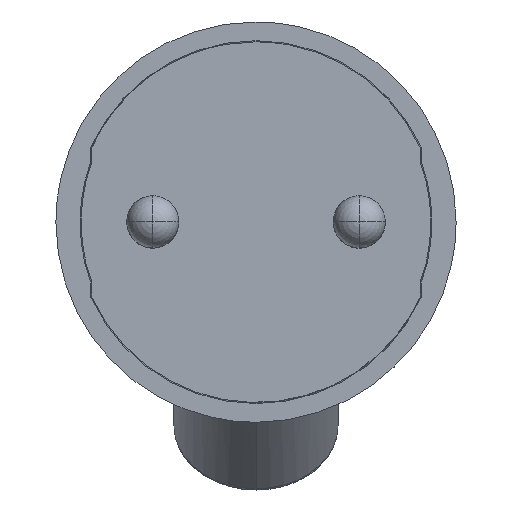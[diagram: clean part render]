
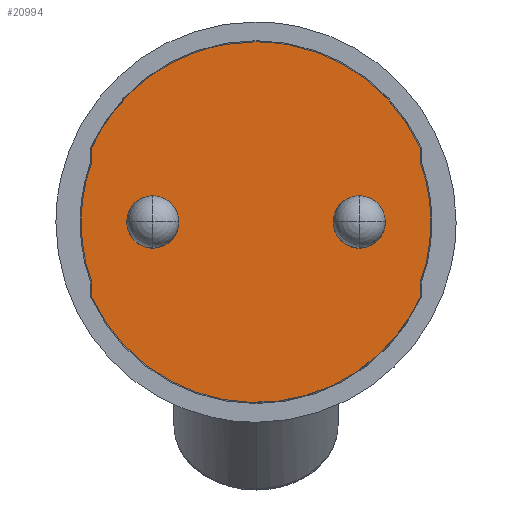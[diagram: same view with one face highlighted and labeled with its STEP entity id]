
A CAD part, top view. The second image highlights one B-rep face of the part: STEP entity #20994.
In plain terms, the highlighted planar face has unit normal (0, 0, 1).
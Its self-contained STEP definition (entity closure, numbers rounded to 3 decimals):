
#20851=AXIS2_PLACEMENT_3D('Plane Axis2P3D',#20848,#20849,#20850) ;
#20848=CARTESIAN_POINT('Axis2P3D Location',(0.,0.,37.921)) ;
#20853=CARTESIAN_POINT('Line Origine',(15.1,6.241,37.921)) ;
#20857=CARTESIAN_POINT('Vertex',(15.1,6.896,37.921)) ;
#20859=CARTESIAN_POINT('Vertex',(15.1,5.586,37.921)) ;
#20863=CARTESIAN_POINT('Control Point',(15.1,6.896,37.921)) ;
#20864=CARTESIAN_POINT('Control Point',(14.437,8.348,37.921)) ;
#20865=CARTESIAN_POINT('Control Point',(13.599,9.721,37.921)) ;
#20866=CARTESIAN_POINT('Control Point',(12.599,10.986,37.921)) ;
#20867=CARTESIAN_POINT('Control Point',(10.315,13.251,37.921)) ;
#20868=CARTESIAN_POINT('Control Point',(7.559,14.909,37.921)) ;
#20869=CARTESIAN_POINT('Control Point',(6.087,15.568,37.921)) ;
#20870=CARTESIAN_POINT('Control Point',(3.974,16.222,37.921)) ;
#20871=CARTESIAN_POINT('Control Point',(1.796,16.519,37.921)) ;
#20872=CARTESIAN_POINT('Control Point',(1.198,16.573,37.921)) ;
#20873=CARTESIAN_POINT('Control Point',(0.599,16.6,37.921)) ;
#20874=CARTESIAN_POINT('Control Point',(0.,16.6,37.921)) ;
#20875=CARTESIAN_POINT('Vertex',(0.,16.6,37.921)) ;
#20879=CARTESIAN_POINT('Control Point',(0.,16.6,37.921)) ;
#20880=CARTESIAN_POINT('Control Point',(-0.998,16.6,37.921)) ;
#20881=CARTESIAN_POINT('Control Point',(-1.995,16.525,37.921)) ;
#20882=CARTESIAN_POINT('Control Point',(-2.985,16.375,37.921)) ;
#20883=CARTESIAN_POINT('Control Point',(-5.521,15.793,37.921)) ;
#20884=CARTESIAN_POINT('Control Point',(-7.907,14.728,37.921)) ;
#20885=CARTESIAN_POINT('Control Point',(-9.289,13.897,37.921)) ;
#20886=CARTESIAN_POINT('Control Point',(-11.51,12.167,37.921)) ;
#20887=CARTESIAN_POINT('Control Point',(-13.317,10.019,37.921)) ;
#20888=CARTESIAN_POINT('Control Point',(-14.006,9.031,37.921)) ;
#20889=CARTESIAN_POINT('Control Point',(-14.602,7.986,37.921)) ;
#20890=CARTESIAN_POINT('Control Point',(-15.1,6.896,37.921)) ;
#20891=CARTESIAN_POINT('Vertex',(-15.1,6.896,37.921)) ;
#20894=CARTESIAN_POINT('Line Origine',(-15.1,6.241,37.921)) ;
#20898=CARTESIAN_POINT('Vertex',(-15.1,5.586,37.921)) ;
#20902=CARTESIAN_POINT('Control Point',(-15.1,5.586,37.921)) ;
#20903=CARTESIAN_POINT('Control Point',(-15.496,4.516,37.921)) ;
#20904=CARTESIAN_POINT('Control Point',(-15.797,3.411,37.921)) ;
#20905=CARTESIAN_POINT('Control Point',(-15.999,2.282,37.921)) ;
#20906=CARTESIAN_POINT('Control Point',(-16.1,1.141,37.921)) ;
#20907=CARTESIAN_POINT('Control Point',(-16.1,0.,37.921)) ;
#20908=CARTESIAN_POINT('Vertex',(-16.1,0.,37.921)) ;
#20912=CARTESIAN_POINT('Control Point',(-16.1,0.,37.921)) ;
#20913=CARTESIAN_POINT('Control Point',(-16.1,-0.432,37.921)) ;
#20914=CARTESIAN_POINT('Control Point',(-16.086,-0.863,37.921)) ;
#20915=CARTESIAN_POINT('Control Point',(-16.057,-1.294,37.921)) ;
#20916=CARTESIAN_POINT('Control Point',(-15.942,-2.43,37.921)) ;
#20917=CARTESIAN_POINT('Control Point',(-15.727,-3.552,37.921)) ;
#20918=CARTESIAN_POINT('Control Point',(-15.555,-4.242,37.921)) ;
#20919=CARTESIAN_POINT('Control Point',(-15.346,-4.921,37.921)) ;
#20920=CARTESIAN_POINT('Control Point',(-15.1,-5.586,37.921)) ;
#20921=CARTESIAN_POINT('Vertex',(-15.1,-5.586,37.921)) ;
#20924=CARTESIAN_POINT('Line Origine',(-15.1,-6.241,37.921)) ;
#20928=CARTESIAN_POINT('Vertex',(-15.1,-6.896,37.921)) ;
#20932=CARTESIAN_POINT('Control Point',(-15.1,-6.896,37.921)) ;
#20933=CARTESIAN_POINT('Control Point',(-14.437,-8.348,37.921)) ;
#20934=CARTESIAN_POINT('Control Point',(-13.599,-9.721,37.921)) ;
#20935=CARTESIAN_POINT('Control Point',(-12.599,-10.986,37.921)) ;
#20936=CARTESIAN_POINT('Control Point',(-10.315,-13.251,37.921)) ;
#20937=CARTESIAN_POINT('Control Point',(-7.559,-14.909,37.921)) ;
#20938=CARTESIAN_POINT('Control Point',(-6.087,-15.568,37.921)) ;
#20939=CARTESIAN_POINT('Control Point',(-3.014,-16.519,37.921)) ;
#20940=CARTESIAN_POINT('Control Point',(0.196,-16.715,37.921)) ;
#20941=CARTESIAN_POINT('Control Point',(1.806,-16.618,37.921)) ;
#20942=CARTESIAN_POINT('Control Point',(4.97,-16.04,37.921)) ;
#20943=CARTESIAN_POINT('Control Point',(7.907,-14.728,37.921)) ;
#20944=CARTESIAN_POINT('Control Point',(9.289,-13.897,37.921)) ;
#20945=CARTESIAN_POINT('Control Point',(11.51,-12.167,37.921)) ;
#20946=CARTESIAN_POINT('Control Point',(13.317,-10.019,37.921)) ;
#20947=CARTESIAN_POINT('Control Point',(14.006,-9.031,37.921)) ;
#20948=CARTESIAN_POINT('Control Point',(14.602,-7.986,37.921)) ;
#20949=CARTESIAN_POINT('Control Point',(15.1,-6.896,37.921)) ;
#20950=CARTESIAN_POINT('Vertex',(15.1,-6.896,37.921)) ;
#20953=CARTESIAN_POINT('Line Origine',(15.1,-6.241,37.921)) ;
#20957=CARTESIAN_POINT('Vertex',(15.1,-5.586,37.921)) ;
#20961=CARTESIAN_POINT('Control Point',(15.1,-5.586,37.921)) ;
#20962=CARTESIAN_POINT('Control Point',(15.496,-4.516,37.921)) ;
#20963=CARTESIAN_POINT('Control Point',(15.797,-3.411,37.921)) ;
#20964=CARTESIAN_POINT('Control Point',(15.999,-2.282,37.921)) ;
#20965=CARTESIAN_POINT('Control Point',(16.1,-1.141,37.921)) ;
#20966=CARTESIAN_POINT('Control Point',(16.1,0.,37.921)) ;
#20967=CARTESIAN_POINT('Vertex',(16.1,0.,37.921)) ;
#20971=CARTESIAN_POINT('Control Point',(16.1,0.,37.921)) ;
#20972=CARTESIAN_POINT('Control Point',(16.1,0.432,37.921)) ;
#20973=CARTESIAN_POINT('Control Point',(16.086,0.863,37.921)) ;
#20974=CARTESIAN_POINT('Control Point',(16.057,1.294,37.921)) ;
#20975=CARTESIAN_POINT('Control Point',(15.942,2.43,37.921)) ;
#20976=CARTESIAN_POINT('Control Point',(15.727,3.552,37.921)) ;
#20977=CARTESIAN_POINT('Control Point',(15.555,4.242,37.921)) ;
#20978=CARTESIAN_POINT('Control Point',(15.346,4.921,37.921)) ;
#20979=CARTESIAN_POINT('Control Point',(15.1,5.586,37.921)) ;
#20849=DIRECTION('Axis2P3D Direction',(0.,0.,1.)) ;
#20850=DIRECTION('Axis2P3D XDirection',(1.,0.,0.)) ;
#20854=DIRECTION('Vector Direction',(0.,-1.,0.)) ;
#20895=DIRECTION('Vector Direction',(0.,1.,0.)) ;
#20925=DIRECTION('Vector Direction',(0.,1.,0.)) ;
#20954=DIRECTION('Vector Direction',(0.,-1.,0.)) ;
#20855=VECTOR('Line Direction',#20854,1.) ;
#20896=VECTOR('Line Direction',#20895,1.) ;
#20926=VECTOR('Line Direction',#20925,1.) ;
#20955=VECTOR('Line Direction',#20954,1.) ;
#20982=ORIENTED_EDGE('',*,*,#20861,.F.) ;
#20983=ORIENTED_EDGE('',*,*,#20877,.T.) ;
#20984=ORIENTED_EDGE('',*,*,#20893,.T.) ;
#20985=ORIENTED_EDGE('',*,*,#20900,.F.) ;
#20986=ORIENTED_EDGE('',*,*,#20910,.T.) ;
#20987=ORIENTED_EDGE('',*,*,#20923,.T.) ;
#20988=ORIENTED_EDGE('',*,*,#20930,.F.) ;
#20989=ORIENTED_EDGE('',*,*,#20952,.T.) ;
#20990=ORIENTED_EDGE('',*,*,#20959,.F.) ;
#20991=ORIENTED_EDGE('',*,*,#20969,.T.) ;
#20992=ORIENTED_EDGE('',*,*,#20980,.T.) ;
#20994=ADVANCED_FACE('A002148_A.1\\79\\MANIFOLD_SOLID_BREP #16330',(#20993),#20852,.T.) ;
#20862=B_SPLINE_CURVE_WITH_KNOTS('',5,(#20863,#20864,#20865,#20866,#20867,#20868,#20869,#20870,#20871,#20872,#20873,#20874),.UNSPECIFIED.,.F.,.U.,(6,3,3,6),(0.,11.291,22.582,26.819),.UNSPECIFIED.) ;
#20878=B_SPLINE_CURVE_WITH_KNOTS('',5,(#20879,#20880,#20881,#20882,#20883,#20884,#20885,#20886,#20887,#20888,#20889,#20890),.UNSPECIFIED.,.F.,.U.,(6,3,3,6),(26.819,33.873,45.164,53.638),.UNSPECIFIED.) ;
#20901=B_SPLINE_CURVE_WITH_KNOTS('',5,(#20902,#20903,#20904,#20905,#20906,#20907),.UNSPECIFIED.,.F.,.U.,(6,6),(0.,8.067),.UNSPECIFIED.) ;
#20911=B_SPLINE_CURVE_WITH_KNOTS('',5,(#20912,#20913,#20914,#20915,#20916,#20917,#20918,#20919,#20920),.UNSPECIFIED.,.F.,.U.,(6,3,6),(8.067,11.12,16.134),.UNSPECIFIED.) ;
#20931=B_SPLINE_CURVE_WITH_KNOTS('',5,(#20932,#20933,#20934,#20935,#20936,#20937,#20938,#20939,#20940,#20941,#20942,#20943,#20944,#20945,#20946,#20947,#20948,#20949),.UNSPECIFIED.,.F.,.U.,(6,3,3,3,3,6),(0.,11.291,22.582,33.873,45.164,53.638),.UNSPECIFIED.) ;
#20960=B_SPLINE_CURVE_WITH_KNOTS('',5,(#20961,#20962,#20963,#20964,#20965,#20966),.UNSPECIFIED.,.F.,.U.,(6,6),(0.,8.067),.UNSPECIFIED.) ;
#20970=B_SPLINE_CURVE_WITH_KNOTS('',5,(#20971,#20972,#20973,#20974,#20975,#20976,#20977,#20978,#20979),.UNSPECIFIED.,.F.,.U.,(6,3,6),(8.067,11.12,16.134),.UNSPECIFIED.) ;
#20861=EDGE_CURVE('',#20858,#20860,#20856,.T.) ;
#20877=EDGE_CURVE('',#20858,#20876,#20862,.T.) ;
#20893=EDGE_CURVE('',#20876,#20892,#20878,.T.) ;
#20900=EDGE_CURVE('',#20899,#20892,#20897,.T.) ;
#20910=EDGE_CURVE('',#20899,#20909,#20901,.T.) ;
#20923=EDGE_CURVE('',#20909,#20922,#20911,.T.) ;
#20930=EDGE_CURVE('',#20929,#20922,#20927,.T.) ;
#20952=EDGE_CURVE('',#20929,#20951,#20931,.T.) ;
#20959=EDGE_CURVE('',#20958,#20951,#20956,.T.) ;
#20969=EDGE_CURVE('',#20958,#20968,#20960,.T.) ;
#20980=EDGE_CURVE('',#20968,#20860,#20970,.T.) ;
#20981=EDGE_LOOP('',(#20982,#20983,#20984,#20985,#20986,#20987,#20988,#20989,#20990,#20991,#20992)) ;
#20993=FACE_OUTER_BOUND('',#20981,.T.) ;
#20856=LINE('Line',#20853,#20855) ;
#20897=LINE('Line',#20894,#20896) ;
#20927=LINE('Line',#20924,#20926) ;
#20956=LINE('Line',#20953,#20955) ;
#20852=PLANE('',#20851) ;
#20858=VERTEX_POINT('',#20857) ;
#20860=VERTEX_POINT('',#20859) ;
#20876=VERTEX_POINT('',#20875) ;
#20892=VERTEX_POINT('',#20891) ;
#20899=VERTEX_POINT('',#20898) ;
#20909=VERTEX_POINT('',#20908) ;
#20922=VERTEX_POINT('',#20921) ;
#20929=VERTEX_POINT('',#20928) ;
#20951=VERTEX_POINT('',#20950) ;
#20958=VERTEX_POINT('',#20957) ;
#20968=VERTEX_POINT('',#20967) ;
